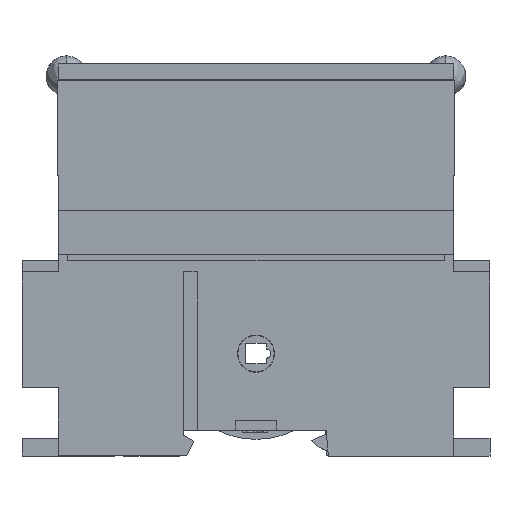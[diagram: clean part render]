
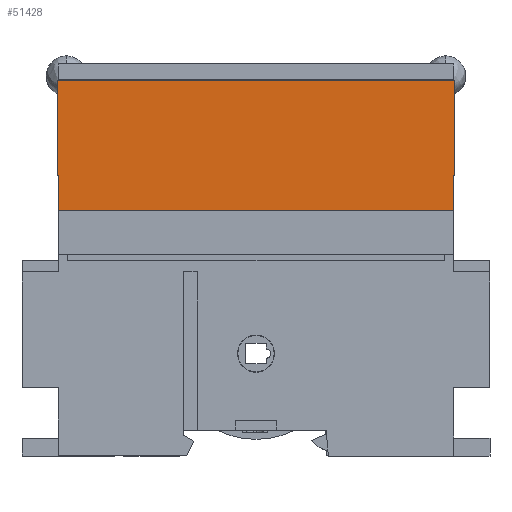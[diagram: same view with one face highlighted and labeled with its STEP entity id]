
A CAD part, left-side view. The second image highlights one B-rep face of the part: STEP entity #51428.
In plain terms, the highlighted planar face has unit normal (-1, 0, -0.009).
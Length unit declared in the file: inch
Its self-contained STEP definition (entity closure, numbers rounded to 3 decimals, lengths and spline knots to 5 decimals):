
#747 = CARTESIAN_POINT ( 'NONE',  ( -2.50984, 0.33465, -0.39039 ) ) ;
#766 = DIRECTION ( 'NONE',  ( -0.009, 0.009, 1. ) ) ;
#1952 = VERTEX_POINT ( 'NONE', #44514 ) ;
#2959 = DIRECTION ( 'NONE',  ( -0.009, 0., 1. ) ) ;
#3397 = EDGE_LOOP ( 'NONE', ( #56009, #12848, #23925, #32299 ) ) ;
#6457 = DIRECTION ( 'NONE',  ( 0., -1., 0. ) ) ;
#8113 = LINE ( 'NONE', #34802, #68611 ) ;
#8934 = VECTOR ( 'NONE', #6457, 39.37008 ) ;
#9400 = CARTESIAN_POINT ( 'NONE',  ( -2.50984, 2.26378, -0.39039 ) ) ;
#11631 = CARTESIAN_POINT ( 'NONE',  ( -2.50984, -1.59449, -0.39039 ) ) ;
#12848 = ORIENTED_EDGE ( 'NONE', *, *, #16451, .F. ) ;
#14632 = CARTESIAN_POINT ( 'NONE',  ( -2.52096, 0.40551, 0.88386 ) ) ;
#16451 = EDGE_CURVE ( 'NONE', #65727, #1952, #8113, .T. ) ;
#19837 = PLANE ( 'NONE',  #66050 ) ;
#20366 = DIRECTION ( 'NONE',  ( 0., -1., 0. ) ) ;
#23925 = ORIENTED_EDGE ( 'NONE', *, *, #26763, .T. ) ;
#25101 = EDGE_CURVE ( 'NONE', #44271, #36028, #35026, .T. ) ;
#26185 = DIRECTION ( 'NONE',  ( 0.009, 0.009, -1. ) ) ;
#26763 = EDGE_CURVE ( 'NONE', #65727, #36028, #54303, .T. ) ;
#31901 = CARTESIAN_POINT ( 'NONE',  ( -2.52096, -1.60561, 0.88386 ) ) ;
#32299 = ORIENTED_EDGE ( 'NONE', *, *, #25101, .F. ) ;
#33241 = VECTOR ( 'NONE', #26185, 39.37008 ) ;
#34032 = EDGE_CURVE ( 'NONE', #1952, #44271, #47636, .T. ) ;
#34802 = CARTESIAN_POINT ( 'NONE',  ( -2.50984, 2.26378, -0.39039 ) ) ;
#35026 = LINE ( 'NONE', #31901, #33241 ) ;
#36028 = VERTEX_POINT ( 'NONE', #11631 ) ;
#37008 = DIRECTION ( 'NONE',  ( -1., 0., -0.009 ) ) ;
#39198 = CARTESIAN_POINT ( 'NONE',  ( -2.52096, -1.60561, 0.88386 ) ) ;
#44271 = VERTEX_POINT ( 'NONE', #39198 ) ;
#44514 = CARTESIAN_POINT ( 'NONE',  ( -2.52096, 2.2749, 0.88386 ) ) ;
#45800 = VECTOR ( 'NONE', #20366, 39.37008 ) ;
#47636 = LINE ( 'NONE', #14632, #45800 ) ;
#51428 = ADVANCED_FACE ( 'NONE', ( #51541 ), #19837, .T. ) ;
#51541 = FACE_OUTER_BOUND ( 'NONE', #3397, .T. ) ;
#54303 = LINE ( 'NONE', #747, #8934 ) ;
#56009 = ORIENTED_EDGE ( 'NONE', *, *, #34032, .F. ) ;
#65727 = VERTEX_POINT ( 'NONE', #9400 ) ;
#66050 = AXIS2_PLACEMENT_3D ( 'NONE', #71100, #37008, #2959 ) ;
#68611 = VECTOR ( 'NONE', #766, 39.37008 ) ;
#71100 = CARTESIAN_POINT ( 'NONE',  ( -2.50729, 0.33465, -0.68306 ) ) ;
